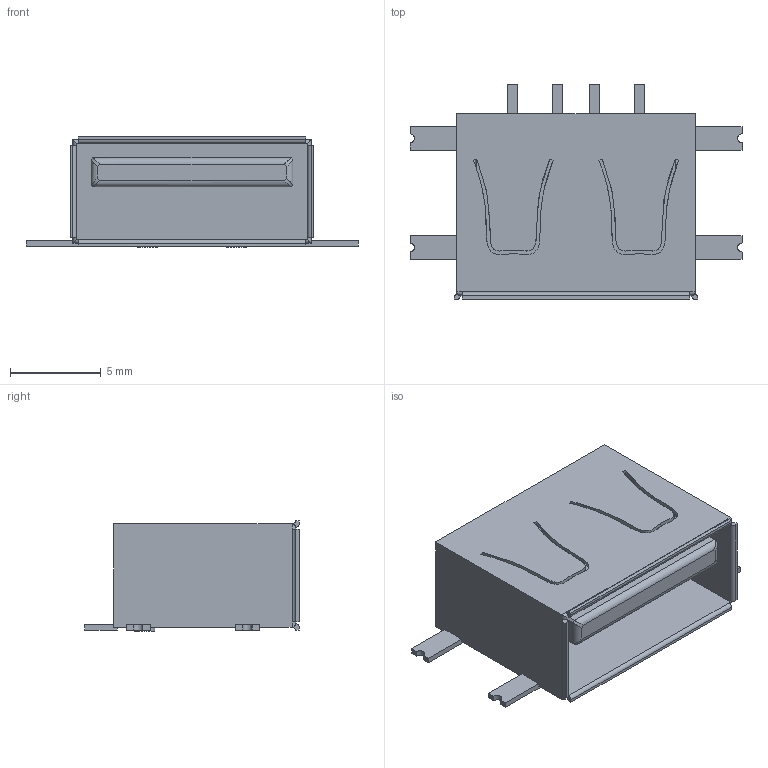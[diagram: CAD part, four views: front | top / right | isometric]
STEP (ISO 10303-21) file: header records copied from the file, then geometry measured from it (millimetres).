
FILE_DESCRIPTION(/* description */ (''),/* implementation_level */ '2;1');
FILE_NAME(/* name */ 'USB-AF10.step',/* time_stamp */ '2022-06-09T12:52:28+08:00',/* author */ (''),/* organization */ (''),/* preprocessor_version */ 'ST-DEVELOPER v19',/* originating_system */ 'Autodesk Translation Framework v11.7.0.108',/* authorisation */ '');
FILE_SCHEMA (('AUTOMOTIVE_DESIGN { 1 0 10303 214 3 1 1 }'));
Length unit declared in the file: millimetre
Products named in the file (1): USB-AF10
Bounding box: 18.25 x 11.8 x 6.05 mm (x, y, z)
Volume: 267.4 mm3; surface area: 1187.9 mm2
Topology: 1 solids, 1 shells, 135 faces, 366 edges, 236 vertices
Faces by surface type: plane 93, cylinder 26, bspline 16
Full cylindrical faces by diameter (mm): 1.1 x2
Entity records: 5153 total; most frequent: CARTESIAN_POINT 1814, ORIENTED_EDGE 732, DIRECTION 610, EDGE_CURVE 366, LINE 290, VECTOR 290, VERTEX_POINT 236, AXIS2_PLACEMENT_3D 160
